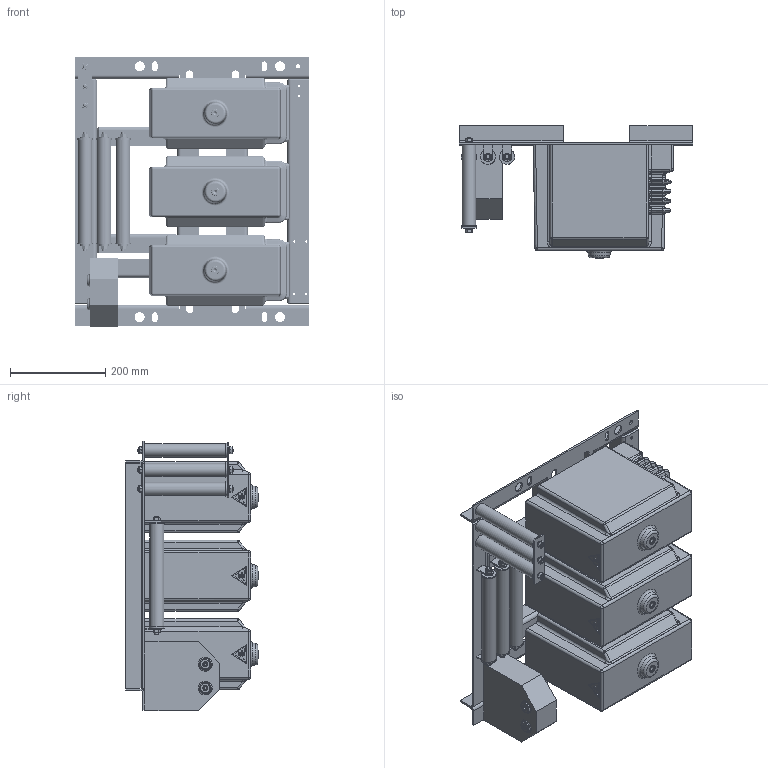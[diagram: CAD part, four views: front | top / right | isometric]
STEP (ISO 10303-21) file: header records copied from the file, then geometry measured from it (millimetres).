
FILE_DESCRIPTION(('STEP AP242'), '1');
FILE_NAME('ÝÊ.1.756.006 3õÇÍÎË-ÝÊ-10 Ì4 ÒÀ 3-6-10êÂ', '', ('UNSPECIFIED'), ('UNSPECIFIED'), 'ASCON STEP Converter 1.6', 'ASCON Math Kernel', '');
FILE_SCHEMA(('AP242_MANAGED_MODEL_BASED_3D_ENGINEERING_MIM_LF { 1 0 10303 442 1 1 4 }'));
Length unit declared in the file: millimetre
Products named in the file (26): 3ﾍﾎﾋ-10 ﾌ1 ﾒﾀ; 4; M6; M12;  M5; M10
Assembly tree (64 placements, depth 4):
  3ﾍﾎﾋ-10 ﾌ1 ﾒﾀ
    (unnamed)
      (unnamed)
      (unnamed)
        (unnamed)
      (unnamed)
      (unnamed)  x2
      (unnamed)
      (unnamed)
      (unnamed)  x6
      (unnamed)  x2
    (unnamed)
    4  x3
    (unnamed)  x6
    (unnamed)  x3
    (unnamed)  x3
    (unnamed)
    (unnamed)  x3
    (unnamed)  x6
    (unnamed)  x6
    (unnamed)  x3
      M6
      M12
       M5
      (unnamed)
      M10
Bounding box: 490 x 278.35 x 566 mm (x, y, z)
Volume: 28622998.8 mm3; surface area: 1689960.2 mm2
Topology: 83 solids, 83 shells, 3733 faces, 9501 edges, 6044 vertices
Faces by surface type: cylinder 1576, plane 1456, cone 283, bspline 276, torus 100, sphere 42
Full cylindrical faces by diameter (mm): 1.25 x3, 2.25 x3, 4 x21, 4.2 x3, 5 x24, 6 x20, 6.647 x6, 6.917 x6, 7 x15, 8 x27, 8.2 x2, 8.5 x13, 9 x15, 10 x48, 10.2 x12, 10.8 x2, 12 x14, 13 x15, 15 x18, 17 x48, 17.2 x3, 17.5 x3, 21 x4, 28 x3, 30 x6, 32 x6
Entity records: 58718 total; most frequent: CARTESIAN_POINT 16483, DIRECTION 6283, ORIENTED_EDGE 6070, EDGE_CURVE 3035, AXIS2_PLACEMENT_3D 2296, VERTEX_POINT 1992, LINE 1691, VECTOR 1691
